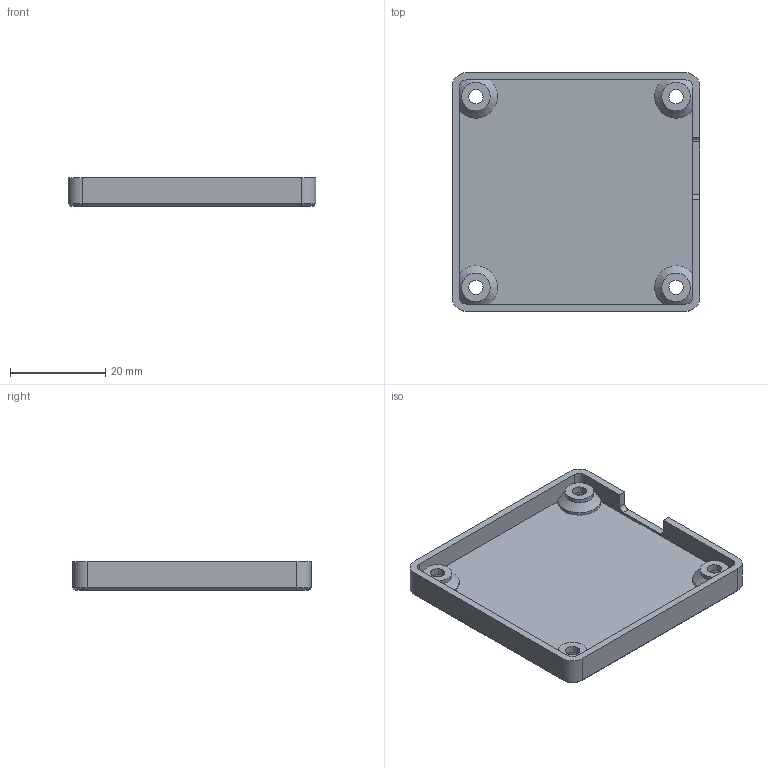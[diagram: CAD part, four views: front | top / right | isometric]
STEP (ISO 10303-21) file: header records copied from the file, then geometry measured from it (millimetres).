
FILE_DESCRIPTION(('FreeCAD Model'),'2;1');
FILE_NAME('orange-pi-zero-case-bottom.step','2016-12-21T17:27:44',('Author'),(''), 'Open CASCADE STEP processor 6.9','FreeCAD','Unknown');
FILE_SCHEMA(('AUTOMOTIVE_DESIGN_CC2 { 1 2 10303 214 -1 1 5 4 }'));
Length unit declared in the file: millimetre
Products named in the file (2): ASSEMBLY; orange-pi-zero-bottom-case
Assembly tree (1 placements, depth 2):
  ASSEMBLY
    orange-pi-zero-bottom-case
Bounding box: 52 x 50 x 6 mm (x, y, z)
Volume: 5269.8 mm3; surface area: 7295.4 mm2
Topology: 1 solids, 1 shells, 64 faces, 168 edges, 106 vertices
Faces by surface type: cylinder 26, plane 22, cone 16
Full cylindrical faces by diameter (mm): 3 x4, 6 x8
Entity records: 4835 total; most frequent: CARTESIAN_POINT 1500, DIRECTION 616, ORIENTED_EDGE 336, PCURVE 336, DEFINITIONAL_REPRESENTATION 336, LINE 314, VECTOR 314, EDGE_CURVE 168
